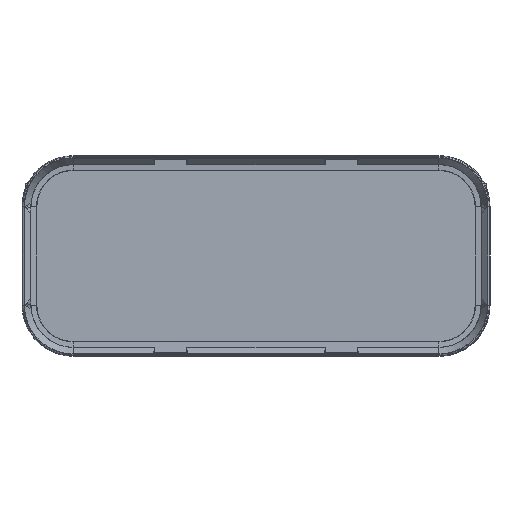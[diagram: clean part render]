
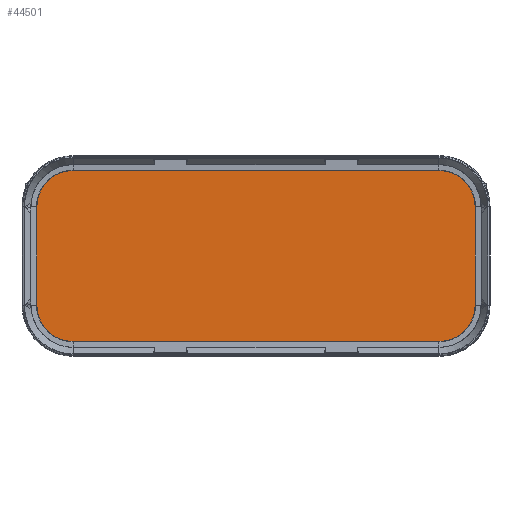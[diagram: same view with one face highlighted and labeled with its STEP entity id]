
A CAD part, left-side view. The second image highlights one B-rep face of the part: STEP entity #44501.
In plain terms, the highlighted planar face has unit normal (-1, 0, 0).
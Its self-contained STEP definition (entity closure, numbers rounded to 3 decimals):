
#44432=AXIS2_PLACEMENT_3D('Plane Axis2P3D',#44429,#44430,#44431) ;
#44446=AXIS2_PLACEMENT_3D('Circle Axis2P3D',#44444,#44445,$) ;
#44460=AXIS2_PLACEMENT_3D('Circle Axis2P3D',#44458,#44459,$) ;
#44474=AXIS2_PLACEMENT_3D('Circle Axis2P3D',#44472,#44473,$) ;
#44488=AXIS2_PLACEMENT_3D('Circle Axis2P3D',#44486,#44487,$) ;
#44429=CARTESIAN_POINT('Axis2P3D Location',(-17.5,42.5,43.)) ;
#44435=CARTESIAN_POINT('Line Origine',(-17.5,0.,42.563)) ;
#44439=CARTESIAN_POINT('Vertex',(-17.5,-91.,42.563)) ;
#44441=CARTESIAN_POINT('Vertex',(-17.5,91.,42.563)) ;
#44444=CARTESIAN_POINT('Axis2P3D Location',(-17.5,91.,24.5)) ;
#44448=CARTESIAN_POINT('Vertex',(-17.5,109.063,24.5)) ;
#44451=CARTESIAN_POINT('Line Origine',(-17.5,109.063,0.)) ;
#44455=CARTESIAN_POINT('Vertex',(-17.5,109.063,-24.5)) ;
#44458=CARTESIAN_POINT('Axis2P3D Location',(-17.5,91.,-24.5)) ;
#44462=CARTESIAN_POINT('Vertex',(-17.5,91.,-42.563)) ;
#44465=CARTESIAN_POINT('Line Origine',(-17.5,0.,-42.563)) ;
#44469=CARTESIAN_POINT('Vertex',(-17.5,-91.,-42.563)) ;
#44472=CARTESIAN_POINT('Axis2P3D Location',(-17.5,-91.,-24.5)) ;
#44476=CARTESIAN_POINT('Vertex',(-17.5,-109.063,-24.5)) ;
#44479=CARTESIAN_POINT('Line Origine',(-17.5,-109.063,0.)) ;
#44483=CARTESIAN_POINT('Vertex',(-17.5,-109.063,24.5)) ;
#44486=CARTESIAN_POINT('Axis2P3D Location',(-17.5,-91.,24.5)) ;
#44430=DIRECTION('Axis2P3D Direction',(-1.,0.,-0.)) ;
#44431=DIRECTION('Axis2P3D XDirection',(0.,0.,-1.)) ;
#44436=DIRECTION('Vector Direction',(0.,-1.,0.)) ;
#44445=DIRECTION('Axis2P3D Direction',(-1.,0.,-0.)) ;
#44452=DIRECTION('Vector Direction',(0.,0.,-1.)) ;
#44459=DIRECTION('Axis2P3D Direction',(-1.,0.,-0.)) ;
#44466=DIRECTION('Vector Direction',(0.,-1.,0.)) ;
#44473=DIRECTION('Axis2P3D Direction',(-1.,0.,-0.)) ;
#44480=DIRECTION('Vector Direction',(0.,0.,-1.)) ;
#44487=DIRECTION('Axis2P3D Direction',(-1.,0.,-0.)) ;
#44437=VECTOR('Line Direction',#44436,1.) ;
#44453=VECTOR('Line Direction',#44452,1.) ;
#44467=VECTOR('Line Direction',#44466,1.) ;
#44481=VECTOR('Line Direction',#44480,1.) ;
#44492=ORIENTED_EDGE('',*,*,#44443,.T.) ;
#44493=ORIENTED_EDGE('',*,*,#44450,.T.) ;
#44494=ORIENTED_EDGE('',*,*,#44457,.T.) ;
#44495=ORIENTED_EDGE('',*,*,#44464,.T.) ;
#44496=ORIENTED_EDGE('',*,*,#44471,.T.) ;
#44497=ORIENTED_EDGE('',*,*,#44478,.T.) ;
#44498=ORIENTED_EDGE('',*,*,#44485,.T.) ;
#44499=ORIENTED_EDGE('',*,*,#44490,.T.) ;
#44501=ADVANCED_FACE('4051004 P-UVB 150 Universalverbinder_vereinfacht',(#44500),#44433,.T.) ;
#44447=CIRCLE('generated circle',#44446,18.063) ;
#44461=CIRCLE('generated circle',#44460,18.063) ;
#44475=CIRCLE('generated circle',#44474,18.063) ;
#44489=CIRCLE('generated circle',#44488,18.063) ;
#44443=EDGE_CURVE('',#44440,#44442,#44438,.F.) ;
#44450=EDGE_CURVE('',#44442,#44449,#44447,.T.) ;
#44457=EDGE_CURVE('',#44449,#44456,#44454,.T.) ;
#44464=EDGE_CURVE('',#44456,#44463,#44461,.T.) ;
#44471=EDGE_CURVE('',#44463,#44470,#44468,.T.) ;
#44478=EDGE_CURVE('',#44470,#44477,#44475,.T.) ;
#44485=EDGE_CURVE('',#44477,#44484,#44482,.F.) ;
#44490=EDGE_CURVE('',#44484,#44440,#44489,.T.) ;
#44491=EDGE_LOOP('',(#44492,#44493,#44494,#44495,#44496,#44497,#44498,#44499)) ;
#44500=FACE_OUTER_BOUND('',#44491,.T.) ;
#44438=LINE('Line',#44435,#44437) ;
#44454=LINE('Line',#44451,#44453) ;
#44468=LINE('Line',#44465,#44467) ;
#44482=LINE('Line',#44479,#44481) ;
#44433=PLANE('',#44432) ;
#44440=VERTEX_POINT('',#44439) ;
#44442=VERTEX_POINT('',#44441) ;
#44449=VERTEX_POINT('',#44448) ;
#44456=VERTEX_POINT('',#44455) ;
#44463=VERTEX_POINT('',#44462) ;
#44470=VERTEX_POINT('',#44469) ;
#44477=VERTEX_POINT('',#44476) ;
#44484=VERTEX_POINT('',#44483) ;
